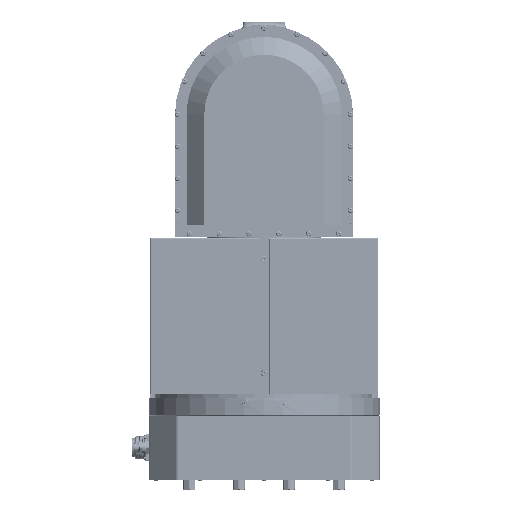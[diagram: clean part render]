
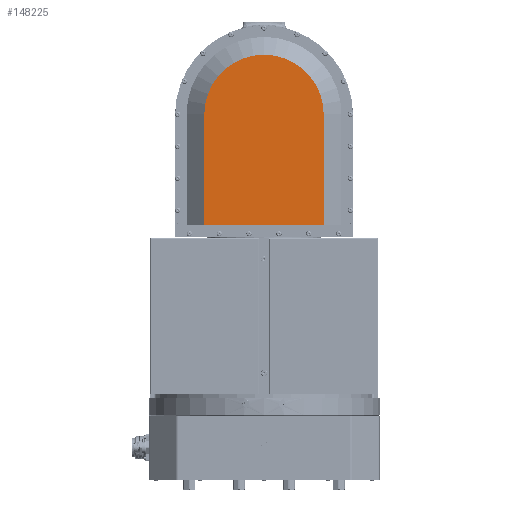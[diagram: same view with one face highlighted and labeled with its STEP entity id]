
A CAD part, front view. The second image highlights one B-rep face of the part: STEP entity #148225.
In plain terms, the highlighted planar face has unit normal (0, -1, 0).
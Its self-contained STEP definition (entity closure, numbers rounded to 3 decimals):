
#11922=PLANE('',#155794);
#15298=FACE_OUTER_BOUND('',#21996,.T.);
#21996=EDGE_LOOP('',(#103534,#103535,#103536,#103537));
#29883=LINE('',#193721,#43498);
#29886=LINE('',#193729,#43501);
#29887=LINE('',#193731,#43502);
#43498=VECTOR('',#164285,10.);
#43501=VECTOR('',#164294,10.);
#43502=VECTOR('',#164297,10.);
#56967=CIRCLE('',#155791,84.);
#60368=VERTEX_POINT('',#193717);
#60369=VERTEX_POINT('',#193719);
#60370=VERTEX_POINT('',#193723);
#60371=VERTEX_POINT('',#193727);
#78394=EDGE_CURVE('',#60369,#60368,#29883,.T.);
#78396=EDGE_CURVE('',#60370,#60369,#56967,.T.);
#78398=EDGE_CURVE('',#60371,#60370,#29886,.T.);
#78399=EDGE_CURVE('',#60368,#60371,#29887,.T.);
#103534=ORIENTED_EDGE('',*,*,#78398,.F.);
#103535=ORIENTED_EDGE('',*,*,#78399,.F.);
#103536=ORIENTED_EDGE('',*,*,#78394,.F.);
#103537=ORIENTED_EDGE('',*,*,#78396,.F.);
#148225=ADVANCED_FACE('',(#15298),#11922,.F.);
#155791=AXIS2_PLACEMENT_3D('',#193725,#164289,#164290);
#155794=AXIS2_PLACEMENT_3D('',#193732,#164298,#164299);
#164285=DIRECTION('',(0.,0.,-1.));
#164289=DIRECTION('center_axis',(0.,1.,0.));
#164290=DIRECTION('ref_axis',(-1.,0.,0.));
#164294=DIRECTION('',(0.,0.,1.));
#164297=DIRECTION('',(-1.,0.,0.));
#164298=DIRECTION('center_axis',(0.,1.,0.));
#164299=DIRECTION('ref_axis',(-1.,0.,0.));
#193717=CARTESIAN_POINT('',(84.,-225.,18.));
#193719=CARTESIAN_POINT('',(84.,-225.,174.));
#193721=CARTESIAN_POINT('',(84.,-225.,148.249));
#193723=CARTESIAN_POINT('',(-84.,-225.,174.));
#193725=CARTESIAN_POINT('Origin',(0.,-225.,
174.));
#193727=CARTESIAN_POINT('',(-84.,-225.,18.));
#193729=CARTESIAN_POINT('',(-84.,-225.,70.249));
#193731=CARTESIAN_POINT('',(109.,-225.,18.));
#193732=CARTESIAN_POINT('Origin',(0.,-225.,
122.499));
